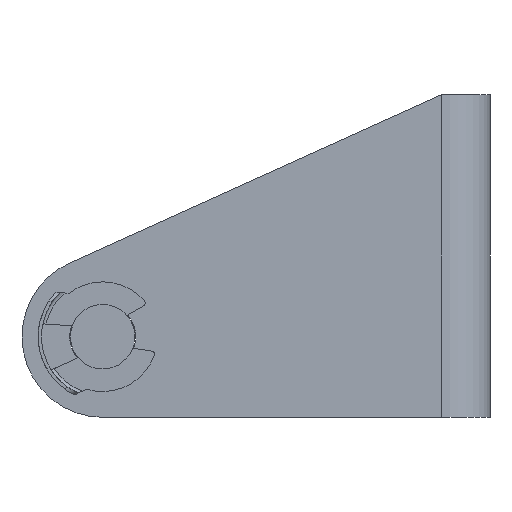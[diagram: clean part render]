
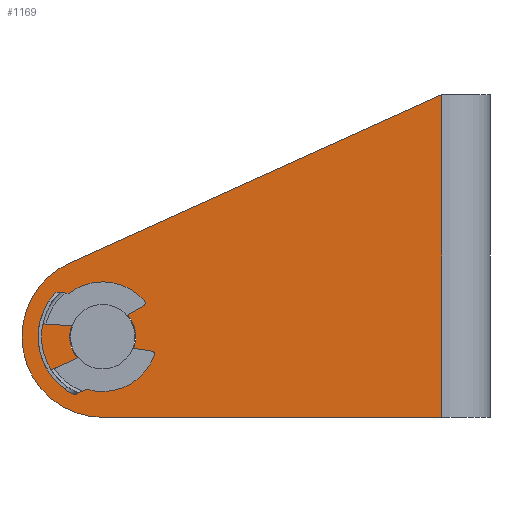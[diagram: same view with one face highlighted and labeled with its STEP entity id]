
A CAD part, left-side view. The second image highlights one B-rep face of the part: STEP entity #1169.
In plain terms, the highlighted planar face has unit normal (-1, 0, 0).
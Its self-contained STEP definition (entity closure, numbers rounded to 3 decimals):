
#23 = EDGE_LOOP ( 'NONE', ( #1622, #1637, #1652, #1653, #1649, #1612 ) ) ;
#105 = EDGE_LOOP ( 'NONE', ( #1604, #1620 ) ) ;
#137 = DIRECTION ( 'NONE',  ( 0., 0., -1. ) ) ;
#143 = VERTEX_POINT ( 'NONE', #198 ) ;
#198 = CARTESIAN_POINT ( 'NONE',  ( 0., 3., 20. ) ) ;
#208 = VERTEX_POINT ( 'NONE', #473 ) ;
#243 = CARTESIAN_POINT ( 'NONE',  ( 0., 3., 20. ) ) ;
#252 = CARTESIAN_POINT ( 'NONE',  ( 0., 3., 0. ) ) ;
#275 = CARTESIAN_POINT ( 'NONE',  ( 0., 24., 7.05 ) ) ;
#285 = CARTESIAN_POINT ( 'NONE',  ( 0., 29., 20. ) ) ;
#303 = CARTESIAN_POINT ( 'NONE',  ( 0., 29., 4.983 ) ) ;
#329 = DIRECTION ( 'NONE',  ( 0., 0., -1. ) ) ;
#338 = VERTEX_POINT ( 'NONE', #495 ) ;
#339 = CARTESIAN_POINT ( 'NONE',  ( 0., 26.063, 9.555 ) ) ;
#422 = VERTEX_POINT ( 'NONE', #303 ) ;
#424 = VERTEX_POINT ( 'NONE', #519 ) ;
#444 = VERTEX_POINT ( 'NONE', #252 ) ;
#457 = CARTESIAN_POINT ( 'NONE',  ( 0., 24., 5. ) ) ;
#458 = DIRECTION ( 'NONE',  ( 0., 0., -1. ) ) ;
#468 = DIRECTION ( 'NONE',  ( 1., 0., 0. ) ) ;
#470 = CARTESIAN_POINT ( 'NONE',  ( 0., 24., 5. ) ) ;
#473 = CARTESIAN_POINT ( 'NONE',  ( 0., 29., 5.017 ) ) ;
#478 = DIRECTION ( 'NONE',  ( 0., 0.911, -0.413 ) ) ;
#495 = CARTESIAN_POINT ( 'NONE',  ( 0., 24.017, 0. ) ) ;
#507 = VERTEX_POINT ( 'NONE', #339 ) ;
#519 = CARTESIAN_POINT ( 'NONE',  ( 0., 24., 2.95 ) ) ;
#576 = DIRECTION ( 'NONE',  ( 0., 0., -1. ) ) ;
#579 = VERTEX_POINT ( 'NONE', #275 ) ;
#596 = DIRECTION ( 'NONE',  ( 0., -1., 0. ) ) ;
#606 = DIRECTION ( 'NONE',  ( 0., 0., -1. ) ) ;
#609 = DIRECTION ( 'NONE',  ( 1., 0., 0. ) ) ;
#610 = DIRECTION ( 'NONE',  ( 1., 0., 0. ) ) ;
#614 = DIRECTION ( 'NONE',  ( 1., 0., 0. ) ) ;
#618 = CARTESIAN_POINT ( 'NONE',  ( 0., 24., 5. ) ) ;
#622 = CARTESIAN_POINT ( 'NONE',  ( 0., 3., 0. ) ) ;
#639 = CARTESIAN_POINT ( 'NONE',  ( 0., 3., 20. ) ) ;
#640 = CARTESIAN_POINT ( 'NONE',  ( 0., 24., 5. ) ) ;
#657 = DIRECTION ( 'NONE',  ( 0., 0., -1. ) ) ;
#733 = AXIS2_PLACEMENT_3D ( 'NONE', #457, #468, #458 ) ;
#751 = EDGE_CURVE ( 'NONE', #579, #424, #2009, .T. ) ;
#772 = EDGE_CURVE ( 'NONE', #208, #507, #2044, .T. ) ;
#773 = EDGE_CURVE ( 'NONE', #338, #444, #2033, .T. ) ;
#774 = EDGE_CURVE ( 'NONE', #208, #422, #2043, .T. ) ;
#776 = EDGE_CURVE ( 'NONE', #143, #444, #2048, .T. ) ;
#777 = EDGE_CURVE ( 'NONE', #143, #507, #2050, .T. ) ;
#779 = EDGE_CURVE ( 'NONE', #424, #579, #2056, .T. ) ;
#780 = EDGE_CURVE ( 'NONE', #338, #422, #2057, .T. ) ;
#947 = AXIS2_PLACEMENT_3D ( 'NONE', #470, #610, #606 ) ;
#948 = AXIS2_PLACEMENT_3D ( 'NONE', #618, #614, #137 ) ;
#949 = AXIS2_PLACEMENT_3D ( 'NONE', #640, #609, #576 ) ;
#1048 = AXIS2_PLACEMENT_3D ( 'NONE', #2434, #2436, #2437 ) ;
#1169 = ADVANCED_FACE ( 'NONE', ( #2294, #2301 ), #2435, .F. ) ;
#1604 = ORIENTED_EDGE ( 'NONE', *, *, #779, .T. ) ;
#1612 = ORIENTED_EDGE ( 'NONE', *, *, #774, .T. ) ;
#1620 = ORIENTED_EDGE ( 'NONE', *, *, #751, .T. ) ;
#1622 = ORIENTED_EDGE ( 'NONE', *, *, #780, .F. ) ;
#1637 = ORIENTED_EDGE ( 'NONE', *, *, #773, .T. ) ;
#1649 = ORIENTED_EDGE ( 'NONE', *, *, #772, .F. ) ;
#1652 = ORIENTED_EDGE ( 'NONE', *, *, #776, .F. ) ;
#1653 = ORIENTED_EDGE ( 'NONE', *, *, #777, .T. ) ;
#2009 = CIRCLE ( 'NONE', #733, 2.05 ) ;
#2028 = VECTOR ( 'NONE', #596, 1000. ) ;
#2033 = LINE ( 'NONE', #622, #2028 ) ;
#2043 = LINE ( 'NONE', #285, #2045 ) ;
#2044 = CIRCLE ( 'NONE', #948, 5. ) ;
#2045 = VECTOR ( 'NONE', #329, 1000. ) ;
#2048 = LINE ( 'NONE', #639, #2049 ) ;
#2049 = VECTOR ( 'NONE', #657, 1000. ) ;
#2050 = LINE ( 'NONE', #243, #2051 ) ;
#2051 = VECTOR ( 'NONE', #478, 1000. ) ;
#2056 = CIRCLE ( 'NONE', #949, 2.05 ) ;
#2057 = CIRCLE ( 'NONE', #947, 5. ) ;
#2294 = FACE_BOUND ( 'NONE', #105, .T. ) ;
#2301 = FACE_OUTER_BOUND ( 'NONE', #23, .T. ) ;
#2434 = CARTESIAN_POINT ( 'NONE',  ( 0., 3., 20. ) ) ;
#2435 = PLANE ( 'NONE',  #1048 ) ;
#2436 = DIRECTION ( 'NONE',  ( 1., 0., 0. ) ) ;
#2437 = DIRECTION ( 'NONE',  ( 0., 0., -1. ) ) ;
